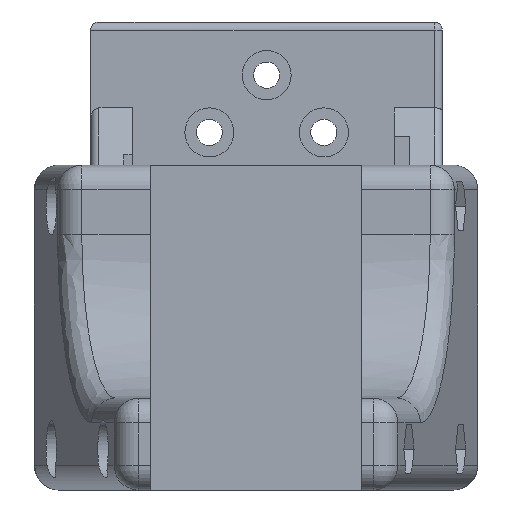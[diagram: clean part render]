
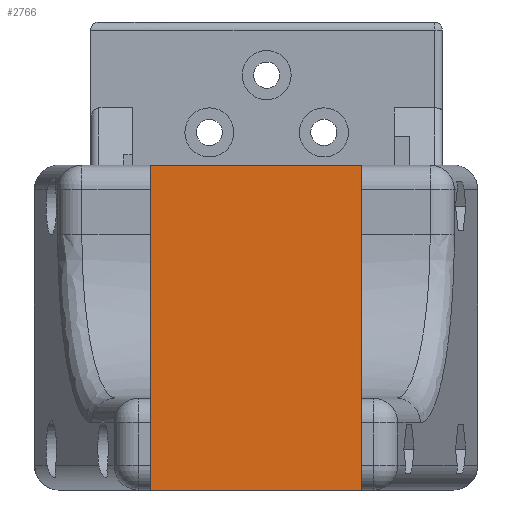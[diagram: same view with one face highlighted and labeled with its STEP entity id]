
A CAD part, front view. The second image highlights one B-rep face of the part: STEP entity #2766.
In plain terms, the highlighted planar face has unit normal (0, -1, 0).
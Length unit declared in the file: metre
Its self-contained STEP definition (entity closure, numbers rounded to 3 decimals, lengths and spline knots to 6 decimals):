
#596=ORIENTED_EDGE('',*,*,#1087,.T.);
#597=ORIENTED_EDGE('',*,*,#1278,.T.);
#598=ORIENTED_EDGE('',*,*,#1126,.F.);
#599=ORIENTED_EDGE('',*,*,#1279,.F.);
#1087=EDGE_CURVE('',#1478,#1477,#1719,.T.);
#1126=EDGE_CURVE('',#1513,#1504,#1751,.T.);
#1278=EDGE_CURVE('',#1477,#1504,#1857,.T.);
#1279=EDGE_CURVE('',#1478,#1513,#1858,.T.);
#1477=VERTEX_POINT('',#4157);
#1478=VERTEX_POINT('',#4159);
#1504=VERTEX_POINT('',#4225);
#1513=VERTEX_POINT('',#4242);
#1719=LINE('',#4158,#1950);
#1751=LINE('',#4243,#1982);
#1857=LINE('',#4579,#2088);
#1858=LINE('',#4580,#2089);
#1950=VECTOR('',#3261,1.);
#1982=VECTOR('',#3317,1.);
#2088=VECTOR('',#3633,1.);
#2089=VECTOR('',#3634,1.);
#2268=EDGE_LOOP('',(#596,#597,#598,#599));
#2500=FACE_BOUND('',#2268,.T.);
#2666=PLANE('',#3013);
#2766=ADVANCED_FACE('',(#2500),#2666,.T.);
#3013=AXIS2_PLACEMENT_3D('',#4578,#3631,#3632);
#3261=DIRECTION('',(-1.,0.,0.));
#3317=DIRECTION('',(-1.,0.,0.));
#3631=DIRECTION('',(0.,-1.,0.));
#3632=DIRECTION('',(0.,0.,-1.));
#3633=DIRECTION('',(0.,0.,-1.));
#3634=DIRECTION('',(0.,0.,-1.));
#4157=CARTESIAN_POINT('',(-0.0142,-0.0395,-0.004));
#4158=CARTESIAN_POINT('',(-0.0013,-0.0395,-0.004));
#4159=CARTESIAN_POINT('',(0.0116,-0.0395,-0.004));
#4225=CARTESIAN_POINT('',(-0.0142,-0.0395,-0.04372));
#4242=CARTESIAN_POINT('',(0.0116,-0.0395,-0.04372));
#4243=CARTESIAN_POINT('',(-0.0013,-0.0395,-0.04372));
#4578=CARTESIAN_POINT('',(-0.0013,-0.0395,0.013502));
#4579=CARTESIAN_POINT('',(-0.0142,-0.0395,0.013502));
#4580=CARTESIAN_POINT('',(0.0116,-0.0395,0.013502));
